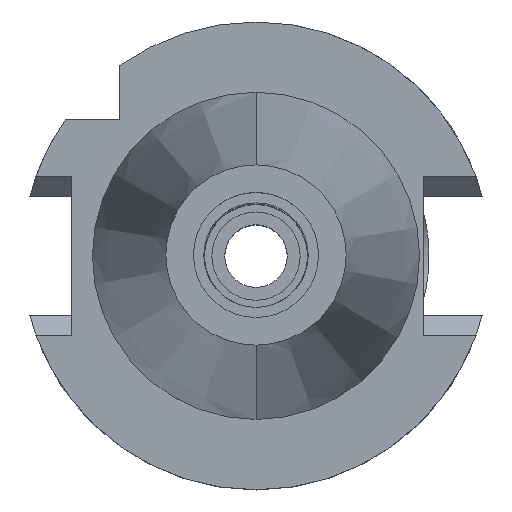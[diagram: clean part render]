
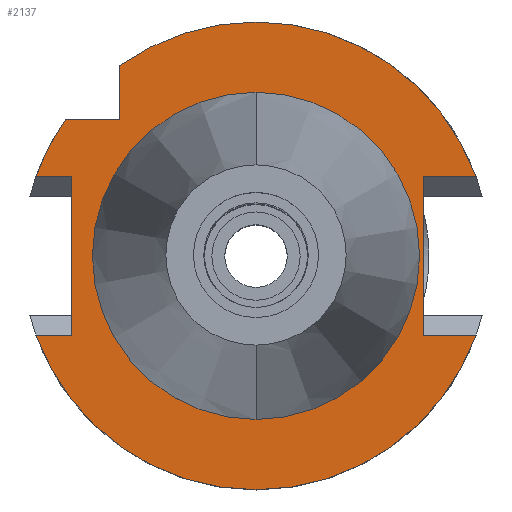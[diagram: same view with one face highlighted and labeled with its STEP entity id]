
A CAD part, top view. The second image highlights one B-rep face of the part: STEP entity #2137.
In plain terms, the highlighted planar face has unit normal (0, 0, 1).
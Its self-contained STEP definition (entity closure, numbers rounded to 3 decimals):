
#108=CARTESIAN_POINT('',(0.,0.,-1.));
#109=DIRECTION('',(0.,0.,-1.));
#110=DIRECTION('',(-0.582,0.813,0.));
#111=AXIS2_PLACEMENT_3D('',#108,#109,#110);
#116=CARTESIAN_POINT('',(0.,0.,-1.));
#117=DIRECTION('',(0.,0.,-1.));
#118=DIRECTION('',(0.,1.,0.));
#119=AXIS2_PLACEMENT_3D('',#116,#117,#118);
#124=DIRECTION('',(0.,-1.,0.));
#125=VECTOR('',#124,21.5);
#126=CARTESIAN_POINT('',(22.7,10.75,-1.));
#127=LINE('',#126,#125);
#131=DIRECTION('',(1.,0.,0.));
#132=VECTOR('',#131,7.201);
#133=CARTESIAN_POINT('',(22.7,-10.75,-1.));
#134=LINE('',#133,#132);
#138=CARTESIAN_POINT('',(0.,0.,-1.));
#139=DIRECTION('',(0.,0.,-1.));
#140=DIRECTION('',(0.941,-0.338,0.));
#141=AXIS2_PLACEMENT_3D('',#138,#139,#140);
#146=CARTESIAN_POINT('',(0.,0.,-1.));
#147=DIRECTION('',(0.,0.,-1.));
#148=DIRECTION('',(0.,-1.,0.));
#149=AXIS2_PLACEMENT_3D('',#146,#147,#148);
#154=DIRECTION('',(-1.,0.,0.));
#155=VECTOR('',#154,4.901);
#156=CARTESIAN_POINT('',(-25.,10.75,-1.));
#157=LINE('',#156,#155);
#161=CARTESIAN_POINT('',(0.,0.,-1.));
#162=DIRECTION('',(0.,0.,-1.));
#163=DIRECTION('',(-0.941,0.338,0.));
#164=AXIS2_PLACEMENT_3D('',#161,#162,#163);
#169=CARTESIAN_POINT('',(0.,0.,-1.));
#170=DIRECTION('',(0.,0.,1.));
#171=DIRECTION('',(0.,-1.,0.));
#172=AXIS2_PLACEMENT_3D('',#169,#170,#171);
#177=CARTESIAN_POINT('',(0.,0.,-1.));
#178=DIRECTION('',(0.,0.,1.));
#179=DIRECTION('',(0.,1.,0.));
#180=AXIS2_PLACEMENT_3D('',#177,#178,#179);
#202=DIRECTION('',(0.,-1.,0.));
#203=VECTOR('',#202,7.334);
#204=CARTESIAN_POINT('',(-18.5,25.834,-1.));
#205=LINE('',#204,#203);
#315=DIRECTION('',(-1.,0.,0.));
#316=VECTOR('',#315,7.334);
#317=CARTESIAN_POINT('',(-18.5,18.5,-1.));
#318=LINE('',#317,#316);
#368=DIRECTION('',(0.,-1.,0.));
#369=VECTOR('',#368,21.5);
#370=CARTESIAN_POINT('',(-25.,10.75,-1.));
#371=LINE('',#370,#369);
#545=DIRECTION('',(-1.,0.,0.));
#546=VECTOR('',#545,4.901);
#547=CARTESIAN_POINT('',(-25.,-10.75,-1.));
#548=LINE('',#547,#546);
#875=DIRECTION('',(1.,0.,0.));
#876=VECTOR('',#875,7.201);
#877=CARTESIAN_POINT('',(22.7,10.75,-1.));
#878=LINE('',#877,#876);
#1724=CARTESIAN_POINT('',(0.,22.225,-1.));
#1725=VERTEX_POINT('',#1724);
#1726=CARTESIAN_POINT('',(0.,-22.225,-1.));
#1727=VERTEX_POINT('',#1726);
#1728=CARTESIAN_POINT('',(-18.5,25.834,-1.));
#1729=CARTESIAN_POINT('',(-18.5,18.5,-1.));
#1730=VERTEX_POINT('',#1728);
#1731=VERTEX_POINT('',#1729);
#1732=CARTESIAN_POINT('',(0.,31.775,-1.));
#1733=CARTESIAN_POINT('',(29.901,10.75,-1.));
#1734=VERTEX_POINT('',#1732);
#1735=VERTEX_POINT('',#1733);
#1736=CARTESIAN_POINT('',(22.7,10.75,-1.));
#1737=VERTEX_POINT('',#1736);
#1738=CARTESIAN_POINT('',(22.7,-10.75,-1.));
#1739=VERTEX_POINT('',#1738);
#1740=CARTESIAN_POINT('',(29.901,-10.75,-1.));
#1741=VERTEX_POINT('',#1740);
#1742=CARTESIAN_POINT('',(0.,-31.775,-1.));
#1743=CARTESIAN_POINT('',(-29.901,-10.75,-1.));
#1744=VERTEX_POINT('',#1742);
#1745=VERTEX_POINT('',#1743);
#1746=CARTESIAN_POINT('',(-25.,-10.75,-1.));
#1747=VERTEX_POINT('',#1746);
#1748=CARTESIAN_POINT('',(-25.,10.75,-1.));
#1749=VERTEX_POINT('',#1748);
#1750=CARTESIAN_POINT('',(-29.901,10.75,-1.));
#1751=VERTEX_POINT('',#1750);
#1752=CARTESIAN_POINT('',(-25.834,18.5,-1.));
#1753=VERTEX_POINT('',#1752);
#2100=CARTESIAN_POINT('',(0.,0.,-1.));
#2101=DIRECTION('',(0.,0.,1.));
#2102=DIRECTION('',(0.,1.,0.));
#2103=AXIS2_PLACEMENT_3D('',#2100,#2101,#2102);
#2104=PLANE('',#2103);
#2106=ORIENTED_EDGE('',*,*,#2105,.F.);
#2108=ORIENTED_EDGE('',*,*,#2107,.T.);
#2110=ORIENTED_EDGE('',*,*,#2109,.T.);
#2112=ORIENTED_EDGE('',*,*,#2111,.F.);
#2114=ORIENTED_EDGE('',*,*,#2113,.T.);
#2116=ORIENTED_EDGE('',*,*,#2115,.T.);
#2118=ORIENTED_EDGE('',*,*,#2117,.T.);
#2120=ORIENTED_EDGE('',*,*,#2119,.T.);
#2122=ORIENTED_EDGE('',*,*,#2121,.F.);
#2124=ORIENTED_EDGE('',*,*,#2123,.F.);
#2126=ORIENTED_EDGE('',*,*,#2125,.T.);
#2128=ORIENTED_EDGE('',*,*,#2127,.T.);
#2130=ORIENTED_EDGE('',*,*,#2129,.F.);
#2131=EDGE_LOOP('',(#2106,#2108,#2110,#2112,#2114,#2116,#2118,#2120,#2122,#2124,
#2126,#2128,#2130));
#2132=FACE_OUTER_BOUND('',#2131,.F.);
#2133=ORIENTED_EDGE('',*,*,#2079,.T.);
#2134=ORIENTED_EDGE('',*,*,#2095,.T.);
#2135=EDGE_LOOP('',(#2133,#2134));
#2136=FACE_BOUND('',#2135,.F.);
#112=CIRCLE('',#111,31.775);
#120=CIRCLE('',#119,31.775);
#142=CIRCLE('',#141,31.775);
#150=CIRCLE('',#149,31.775);
#165=CIRCLE('',#164,31.775);
#173=CIRCLE('',#172,22.225);
#181=CIRCLE('',#180,22.225);
#2079=EDGE_CURVE('',#1727,#1725,#173,.T.);
#2095=EDGE_CURVE('',#1725,#1727,#181,.T.);
#2105=EDGE_CURVE('',#1730,#1731,#205,.T.);
#2107=EDGE_CURVE('',#1730,#1734,#112,.T.);
#2109=EDGE_CURVE('',#1734,#1735,#120,.T.);
#2111=EDGE_CURVE('',#1737,#1735,#878,.T.);
#2113=EDGE_CURVE('',#1737,#1739,#127,.T.);
#2115=EDGE_CURVE('',#1739,#1741,#134,.T.);
#2117=EDGE_CURVE('',#1741,#1744,#142,.T.);
#2119=EDGE_CURVE('',#1744,#1745,#150,.T.);
#2121=EDGE_CURVE('',#1747,#1745,#548,.T.);
#2123=EDGE_CURVE('',#1749,#1747,#371,.T.);
#2125=EDGE_CURVE('',#1749,#1751,#157,.T.);
#2127=EDGE_CURVE('',#1751,#1753,#165,.T.);
#2129=EDGE_CURVE('',#1731,#1753,#318,.T.);
#2137=ADVANCED_FACE('',(#2132,#2136),#2104,.T.);
